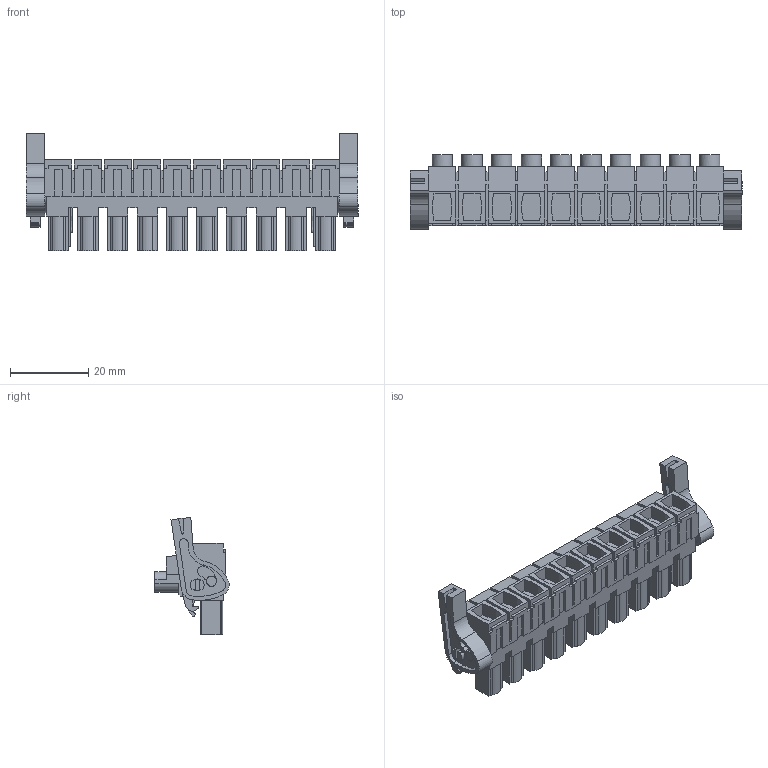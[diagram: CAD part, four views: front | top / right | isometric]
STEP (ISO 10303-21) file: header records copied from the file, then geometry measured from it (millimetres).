
FILE_DESCRIPTION(('CATIA V5 STEP Exchange','CAx-IF Rec.Pracs.--- Model Styling and Organization---1.2---2011-12-15'),'2;1');
FILE_NAME ('D1449568_0', '2017-06-08T09:09:31+00:00', ('none'), ('Weidmueller'), 'CATIA Version 5-6 Release 2014', 'CATIA V5 STEP AP214', 'none');
FILE_SCHEMA(('AUTOMOTIVE_DESIGN { 1 0 10303 214 1 1 1 1 }'));
Length unit declared in the file: millimetre
Products named in the file (1): 1165000000
Bounding box: 85.08 x 19.05 x 30.02 mm (x, y, z)
Volume: 15116.6 mm3; surface area: 12804.6 mm2
Topology: 13 solids, 13 shells, 1159 faces, 3349 edges, 2266 vertices
Faces by surface type: plane 897, cylinder 260, extrusion 2
Entity records: 36410 total; most frequent: ORIENTED_EDGE 6698, CARTESIAN_POINT 6446, DIRECTION 4774, EDGE_CURVE 3349, VECTOR 2747, LINE 2745, VERTEX_POINT 2266, AXIS2_PLACEMENT_3D 1309
